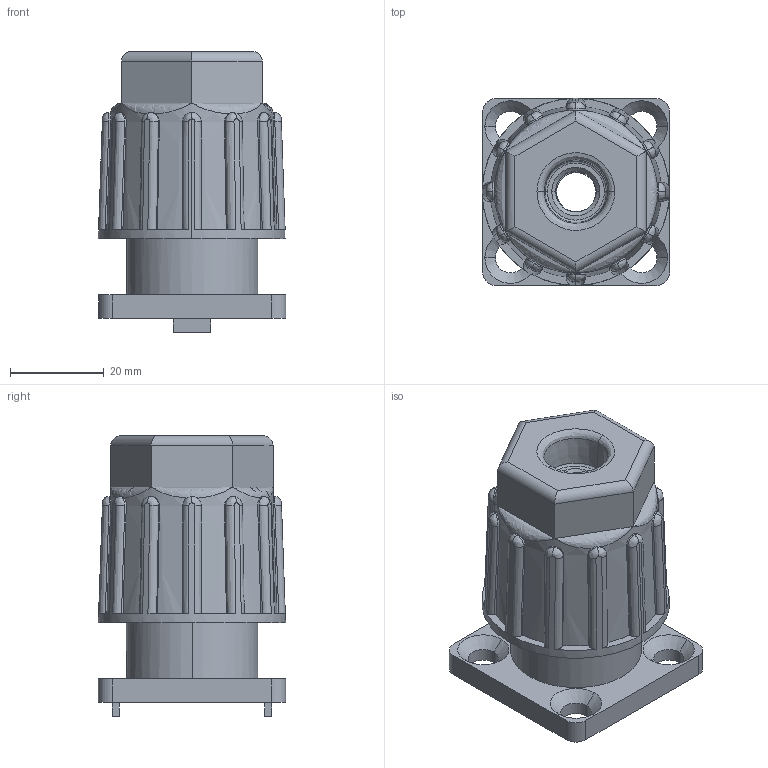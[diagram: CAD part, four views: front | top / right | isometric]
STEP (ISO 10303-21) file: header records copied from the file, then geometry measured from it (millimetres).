
FILE_DESCRIPTION (( 'STEP AP203' ), '1' );
FILE_NAME ('283510401_c_1.STEP', '2023-04-11T04:08:02', ( '' ), ( '' ), 'SwSTEP 2.0', 'SolidWorks 2014', '' );
FILE_SCHEMA (( 'CONFIG_CONTROL_DESIGN' ));
Length unit declared in the file: millimetre
Products named in the file (3): Fu_X_DF; 283510401_c_1; Platte
Assembly tree (2 placements, depth 2):
  283510401_c_1
    Fu_X_DF
    Platte
Bounding box: 40.07 x 40.02 x 59.94 mm (x, y, z)
Volume: 36946.8 mm3; surface area: 21207.8 mm2
Topology: 2 solids, 2 shells, 367 faces, 999 edges, 635 vertices
Faces by surface type: plane 153, cylinder 127, bspline 63, cone 24
Entity records: 15118 total; most frequent: CARTESIAN_POINT 6340, ORIENTED_EDGE 1974, DIRECTION 1501, EDGE_CURVE 987, VERTEX_POINT 635, AXIS2_PLACEMENT_3D 530, LINE 441, VECTOR 441
